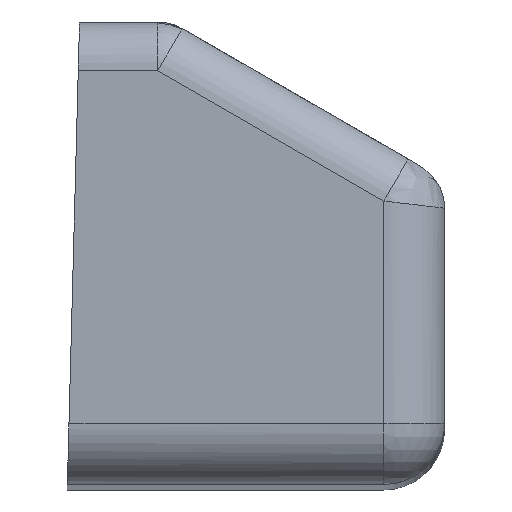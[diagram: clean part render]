
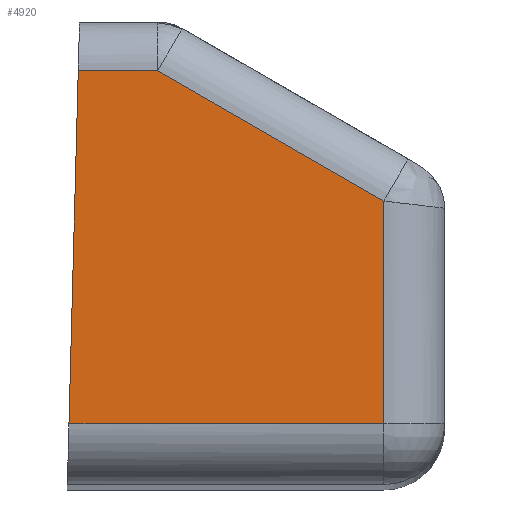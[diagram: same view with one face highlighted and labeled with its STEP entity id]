
A CAD part, top view. The second image highlights one B-rep face of the part: STEP entity #4920.
In plain terms, the highlighted planar face has unit normal (0, 0, 1).
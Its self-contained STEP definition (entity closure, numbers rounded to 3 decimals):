
#102 = ORIENTED_EDGE ( 'NONE', *, *, #5845, .T. ) ;
#130 = VECTOR ( 'NONE', #3856, 1000. ) ;
#312 = CARTESIAN_POINT ( 'NONE',  ( -12.5, 15., 134.5 ) ) ;
#454 = LINE ( 'NONE', #1852, #5371 ) ;
#1099 = CARTESIAN_POINT ( 'NONE',  ( 0., 0., 134.5 ) ) ;
#1181 = ORIENTED_EDGE ( 'NONE', *, *, #6537, .T. ) ;
#1210 = CARTESIAN_POINT ( 'NONE',  ( 12.5, 6.01, 134.5 ) ) ;
#1256 = CARTESIAN_POINT ( 'NONE',  ( 12.5, -14., 134.5 ) ) ;
#1773 = CARTESIAN_POINT ( 'NONE',  ( -13.368, -14., 134.5 ) ) ;
#1852 = CARTESIAN_POINT ( 'NONE',  ( -12.991, 0.342, 134.5 ) ) ;
#1943 = EDGE_LOOP ( 'NONE', ( #6534, #1181, #102, #2283, #4500 ) ) ;
#2029 = CARTESIAN_POINT ( 'NONE',  ( -12.605, 15., 134.5 ) ) ;
#2211 = VECTOR ( 'NONE', #8206, 1000. ) ;
#2283 = ORIENTED_EDGE ( 'NONE', *, *, #2628, .F. ) ;
#2553 = DIRECTION ( 'NONE',  ( 1., 0., 0. ) ) ;
#2628 = EDGE_CURVE ( 'NONE', #7732, #6423, #454, .T. ) ;
#3161 = FACE_OUTER_BOUND ( 'NONE', #1943, .T. ) ;
#3389 = VERTEX_POINT ( 'NONE', #1256 ) ;
#3856 = DIRECTION ( 'NONE',  ( -1., 0., 0. ) ) ;
#4047 = EDGE_CURVE ( 'NONE', #7732, #3389, #9078, .T. ) ;
#4124 = CARTESIAN_POINT ( 'NONE',  ( 17.5, -14., 134.5 ) ) ;
#4358 = EDGE_CURVE ( 'NONE', #3389, #5136, #7698, .T. ) ;
#4500 = ORIENTED_EDGE ( 'NONE', *, *, #4047, .T. ) ;
#4601 = LINE ( 'NONE', #5131, #2211 ) ;
#4920 = ADVANCED_FACE ( 'NONE', ( #3161 ), #5996, .T. ) ;
#5131 = CARTESIAN_POINT ( 'NONE',  ( -0.072, 11.536, 134.5 ) ) ;
#5136 = VERTEX_POINT ( 'NONE', #7813 ) ;
#5371 = VECTOR ( 'NONE', #5437, 1000. ) ;
#5437 = DIRECTION ( 'NONE',  ( 0.026, 1., 0. ) ) ;
#5479 = VECTOR ( 'NONE', #2553, 1000. ) ;
#5845 = EDGE_CURVE ( 'NONE', #8876, #6423, #8105, .T. ) ;
#5996 = PLANE ( 'NONE',  #8704 ) ;
#6088 = DIRECTION ( 'NONE',  ( 0., 0., 1. ) ) ;
#6298 = CARTESIAN_POINT ( 'NONE',  ( -6.072, 15., 134.5 ) ) ;
#6423 = VERTEX_POINT ( 'NONE', #2029 ) ;
#6534 = ORIENTED_EDGE ( 'NONE', *, *, #4358, .T. ) ;
#6537 = EDGE_CURVE ( 'NONE', #5136, #8876, #4601, .T. ) ;
#7698 = LINE ( 'NONE', #1210, #8764 ) ;
#7732 = VERTEX_POINT ( 'NONE', #1773 ) ;
#7813 = CARTESIAN_POINT ( 'NONE',  ( 12.5, 4.278, 134.5 ) ) ;
#8105 = LINE ( 'NONE', #312, #130 ) ;
#8206 = DIRECTION ( 'NONE',  ( -0.866, 0.5, 0. ) ) ;
#8704 = AXIS2_PLACEMENT_3D ( 'NONE', #1099, #6088, #8849 ) ;
#8764 = VECTOR ( 'NONE', #9008, 1000. ) ;
#8849 = DIRECTION ( 'NONE',  ( 1., 0., 0. ) ) ;
#8876 = VERTEX_POINT ( 'NONE', #6298 ) ;
#9008 = DIRECTION ( 'NONE',  ( 0., 1., 0. ) ) ;
#9078 = LINE ( 'NONE', #4124, #5479 ) ;
